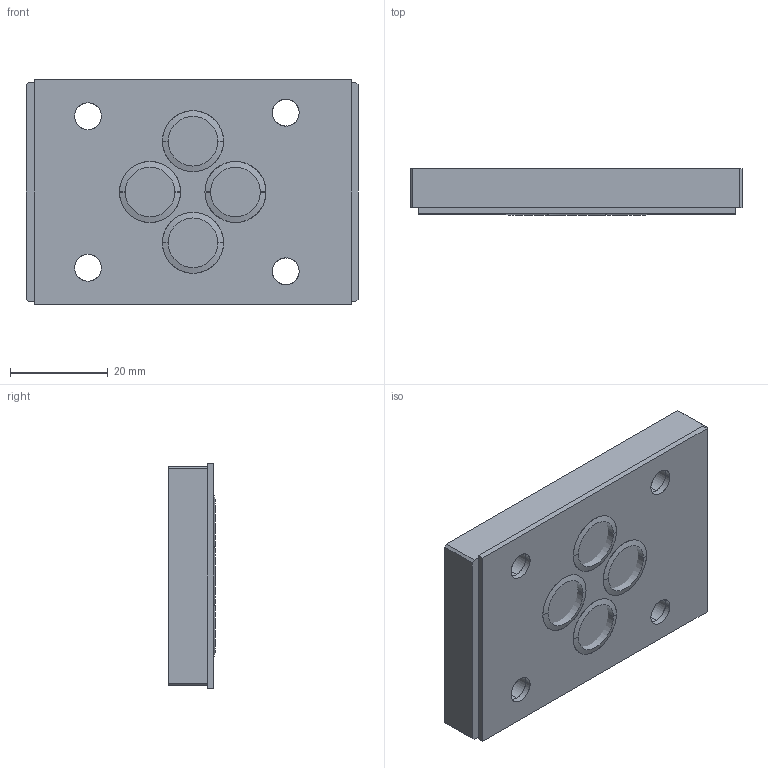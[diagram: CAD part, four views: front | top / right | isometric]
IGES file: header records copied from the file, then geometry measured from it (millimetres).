
Start section: SolidWorks IGES file using analytic representation for surfaces
Global section: file name: BS301001.igs; native system: SolidWorks 2012; preprocessor: SolidWorks 2012; author: serviziopdm; date: 131009.224210; units: millimetre
Bounding box: 68 x 9.55 x 46 mm (x, y, z)
Surface area: 14805.5 mm2 (no closed solid volume)
Topology: 0 solids, 0 shells, 92 faces, 1384 edges, 1384 vertices
Faces by surface type: revolution 72, bspline 20
